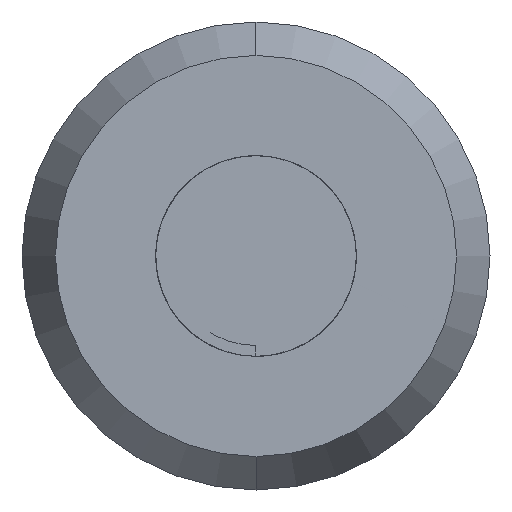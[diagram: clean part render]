
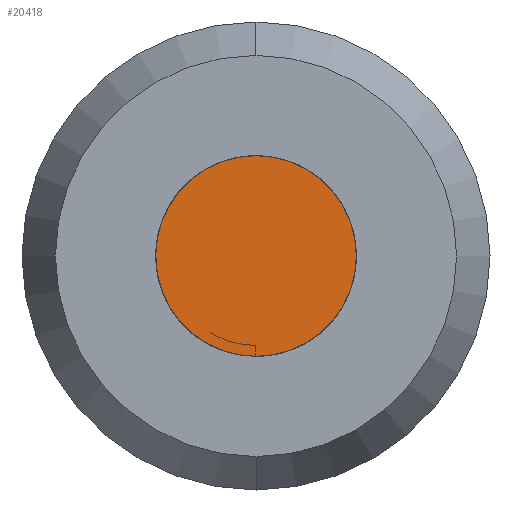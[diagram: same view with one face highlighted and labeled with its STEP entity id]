
A CAD part, left-side view. The second image highlights one B-rep face of the part: STEP entity #20418.
In plain terms, the highlighted planar face has unit normal (-1, 0, 0).
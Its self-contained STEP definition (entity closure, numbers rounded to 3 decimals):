
#1533 = CARTESIAN_POINT ( 'NONE',  ( -122.376, 0., 0. ) ) ;
#2791 = AXIS2_PLACEMENT_3D ( 'NONE', #4211, #21846, #24138 ) ;
#3155 = DIRECTION ( 'NONE',  ( 0., 0., -1. ) ) ;
#4211 = CARTESIAN_POINT ( 'NONE',  ( -122.376, 0., 0. ) ) ;
#5894 = DIRECTION ( 'NONE',  ( 0., 0., -1. ) ) ;
#7281 = AXIS2_PLACEMENT_3D ( 'NONE', #1533, #7434, #5894 ) ;
#7434 = DIRECTION ( 'NONE',  ( 1., 0., 0. ) ) ;
#8321 = ORIENTED_EDGE ( 'NONE', *, *, #23885, .F. ) ;
#8547 = ORIENTED_EDGE ( 'NONE', *, *, #15900, .F. ) ;
#9537 = EDGE_LOOP ( 'NONE', ( #8321, #8547 ) ) ;
#11748 = CARTESIAN_POINT ( 'NONE',  ( -122.376, 0., -15. ) ) ;
#13023 = VERTEX_POINT ( 'NONE', #18089 ) ;
#15057 = CIRCLE ( 'NONE', #2791, 15. ) ;
#15900 = EDGE_CURVE ( 'NONE', #13023, #20870, #22334, .T. ) ;
#17521 = FACE_OUTER_BOUND ( 'NONE', #9537, .T. ) ;
#18089 = CARTESIAN_POINT ( 'NONE',  ( -122.376, 0., 15. ) ) ;
#19133 = CARTESIAN_POINT ( 'NONE',  ( -122.376, 0., 0. ) ) ;
#20418 = ADVANCED_FACE ( 'NONE', ( #17521 ), #23393, .F. ) ;
#20870 = VERTEX_POINT ( 'NONE', #11748 ) ;
#21508 = AXIS2_PLACEMENT_3D ( 'NONE', #19133, #24751, #3155 ) ;
#21846 = DIRECTION ( 'NONE',  ( 1., 0., 0. ) ) ;
#22334 = CIRCLE ( 'NONE', #21508, 15. ) ;
#23393 = PLANE ( 'NONE',  #7281 ) ;
#23885 = EDGE_CURVE ( 'NONE', #20870, #13023, #15057, .T. ) ;
#24138 = DIRECTION ( 'NONE',  ( 0., 0., -1. ) ) ;
#24751 = DIRECTION ( 'NONE',  ( 1., 0., 0. ) ) ;
